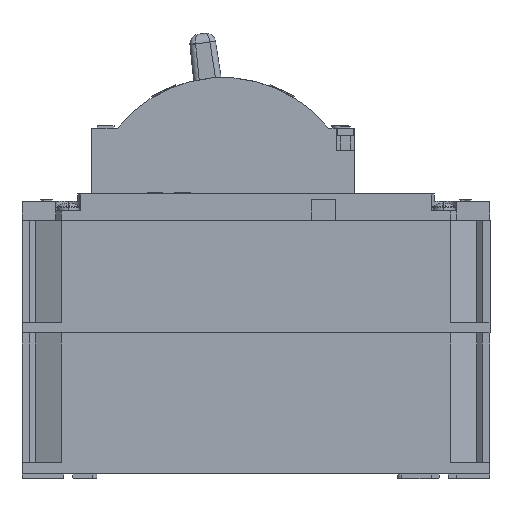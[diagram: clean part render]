
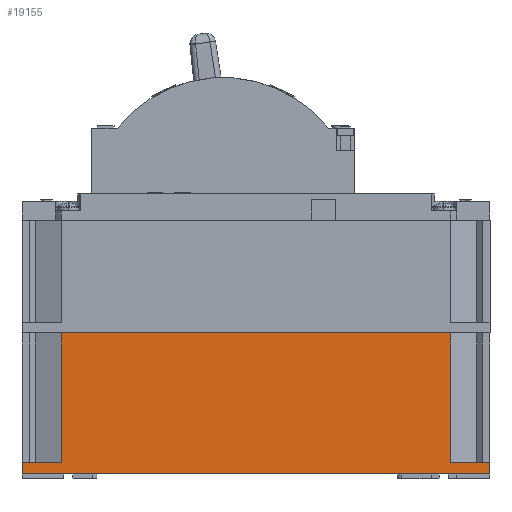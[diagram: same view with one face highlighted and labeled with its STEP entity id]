
A CAD part, left-side view. The second image highlights one B-rep face of the part: STEP entity #19155.
In plain terms, the highlighted planar face has unit normal (-1, 0, 0).
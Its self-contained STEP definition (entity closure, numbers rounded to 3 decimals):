
#1482 = CARTESIAN_POINT ( 'NONE',  ( -96.062, 70.468, -64.044 ) ) ;
#1483 = DIRECTION ( 'NONE',  ( 0., -1., 0. ) ) ;
#1484 = VECTOR ( 'NONE', #1483, 1000. ) ;
#1485 = CARTESIAN_POINT ( 'NONE',  ( -96.062, 59.968, -64.044 ) ) ;
#1486 = LINE ( 'NONE', #1485, #1484 ) ;
#1487 = CARTESIAN_POINT ( 'NONE',  ( -96.062, 59.968, -29.544 ) ) ;
#1522 = DIRECTION ( 'NONE',  ( 0., 0., -1. ) ) ;
#1523 = VECTOR ( 'NONE', #1522, 1000. ) ;
#1524 = CARTESIAN_POINT ( 'NONE',  ( -96.062, -54.132, -29.544 ) ) ;
#1525 = LINE ( 'NONE', #1524, #1523 ) ;
#1526 = DIRECTION ( 'NONE',  ( 0., 1., 0. ) ) ;
#1527 = DIRECTION ( 'NONE',  ( 1., 0., 0. ) ) ;
#1528 = CARTESIAN_POINT ( 'NONE',  ( -96.062, 70.468, -29.544 ) ) ;
#1529 = AXIS2_PLACEMENT_3D ( 'NONE', #1528, #1527, #1526 ) ;
#1530 = PLANE ( 'NONE',  #1529 ) ;
#1531 = FACE_OUTER_BOUND ( 'NONE', #19156, .T. ) ;
#1545 = CARTESIAN_POINT ( 'NONE',  ( -96.062, 59.968, -64.044 ) ) ;
#1566 = DIRECTION ( 'NONE',  ( 0., 0., 1. ) ) ;
#1567 = VECTOR ( 'NONE', #1566, 1000. ) ;
#1568 = CARTESIAN_POINT ( 'NONE',  ( -96.062, 59.968, -64.044 ) ) ;
#1569 = LINE ( 'NONE', #1568, #1567 ) ;
#1783 = CARTESIAN_POINT ( 'NONE',  ( -96.062, -54.132, -64.044 ) ) ;
#1933 = CARTESIAN_POINT ( 'NONE',  ( -96.062, -54.132, -67.044 ) ) ;
#1970 = DIRECTION ( 'NONE',  ( 0., -1., 0. ) ) ;
#1971 = VECTOR ( 'NONE', #1970, 1000. ) ;
#1972 = CARTESIAN_POINT ( 'NONE',  ( -96.062, -43.632, -64.044 ) ) ;
#1973 = LINE ( 'NONE', #1972, #1971 ) ;
#1974 = CARTESIAN_POINT ( 'NONE',  ( -96.062, -43.632, -64.044 ) ) ;
#1987 = CARTESIAN_POINT ( 'NONE',  ( -96.062, 70.468, -67.044 ) ) ;
#1988 = DIRECTION ( 'NONE',  ( 0., -1., 0. ) ) ;
#1989 = VECTOR ( 'NONE', #1988, 1000. ) ;
#1990 = CARTESIAN_POINT ( 'NONE',  ( -96.062, 70.468, -67.044 ) ) ;
#1991 = LINE ( 'NONE', #1990, #1989 ) ;
#2567 = DIRECTION ( 'NONE',  ( 0., 0., -1. ) ) ;
#2568 = VECTOR ( 'NONE', #2567, 1000. ) ;
#2569 = CARTESIAN_POINT ( 'NONE',  ( -96.062, 70.468, -29.544 ) ) ;
#2570 = LINE ( 'NONE', #2569, #2568 ) ;
#2574 = DIRECTION ( 'NONE',  ( 0., -1., 0. ) ) ;
#2576 = VECTOR ( 'NONE', #2574, 1000. ) ;
#2577 = CARTESIAN_POINT ( 'NONE',  ( -96.062, 70.468, -29.544 ) ) ;
#2578 = LINE ( 'NONE', #2577, #2576 ) ;
#2583 = CARTESIAN_POINT ( 'NONE',  ( -96.062, -43.632, -29.544 ) ) ;
#2584 = DIRECTION ( 'NONE',  ( 0., 0., 1. ) ) ;
#2586 = VECTOR ( 'NONE', #2584, 1000. ) ;
#2588 = CARTESIAN_POINT ( 'NONE',  ( -96.062, -43.632, -64.044 ) ) ;
#2589 = LINE ( 'NONE', #2588, #2586 ) ;
#19138 = VERTEX_POINT ( 'NONE', #1487 ) ;
#19141 = EDGE_CURVE ( 'NONE', #19142, #19143, #1486, .T. ) ;
#19142 = VERTEX_POINT ( 'NONE', #1482 ) ;
#19143 = VERTEX_POINT ( 'NONE', #1545 ) ;
#19155 = ADVANCED_FACE ( 'NONE', ( #1531 ), #1530, .F. ) ;
#19156 = EDGE_LOOP ( 'NONE', ( #19157, #19823, #19826, #19829, #19830, #19831, #19833, #19835 ) ) ;
#19157 = ORIENTED_EDGE ( 'NONE', *, *, #19466, .F. ) ;
#19158 = EDGE_CURVE ( 'NONE', #19327, #19443, #1525, .T. ) ;
#19173 = EDGE_CURVE ( 'NONE', #19143, #19138, #1569, .T. ) ;
#19327 = VERTEX_POINT ( 'NONE', #1783 ) ;
#19443 = VERTEX_POINT ( 'NONE', #1933 ) ;
#19447 = EDGE_CURVE ( 'NONE', #19448, #19443, #1991, .T. ) ;
#19448 = VERTEX_POINT ( 'NONE', #1987 ) ;
#19465 = VERTEX_POINT ( 'NONE', #1974 ) ;
#19466 = EDGE_CURVE ( 'NONE', #19465, #19327, #1973, .T. ) ;
#19823 = ORIENTED_EDGE ( 'NONE', *, *, #19824, .T. ) ;
#19824 = EDGE_CURVE ( 'NONE', #19465, #19825, #2589, .T. ) ;
#19825 = VERTEX_POINT ( 'NONE', #2583 ) ;
#19826 = ORIENTED_EDGE ( 'NONE', *, *, #19827, .F. ) ;
#19827 = EDGE_CURVE ( 'NONE', #19138, #19825, #2578, .T. ) ;
#19829 = ORIENTED_EDGE ( 'NONE', *, *, #19173, .F. ) ;
#19830 = ORIENTED_EDGE ( 'NONE', *, *, #19141, .F. ) ;
#19831 = ORIENTED_EDGE ( 'NONE', *, *, #19832, .T. ) ;
#19832 = EDGE_CURVE ( 'NONE', #19142, #19448, #2570, .T. ) ;
#19833 = ORIENTED_EDGE ( 'NONE', *, *, #19447, .T. ) ;
#19835 = ORIENTED_EDGE ( 'NONE', *, *, #19158, .F. ) ;
